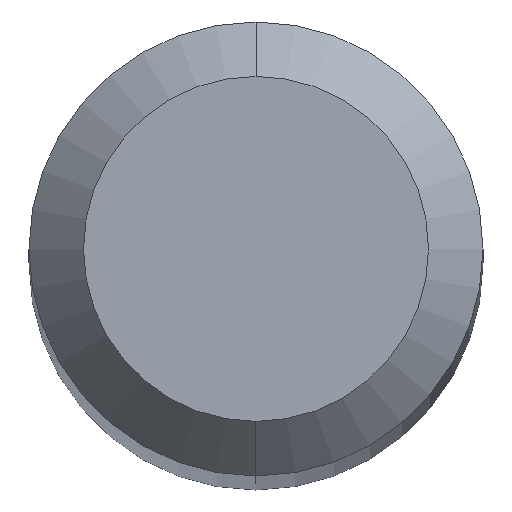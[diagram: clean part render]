
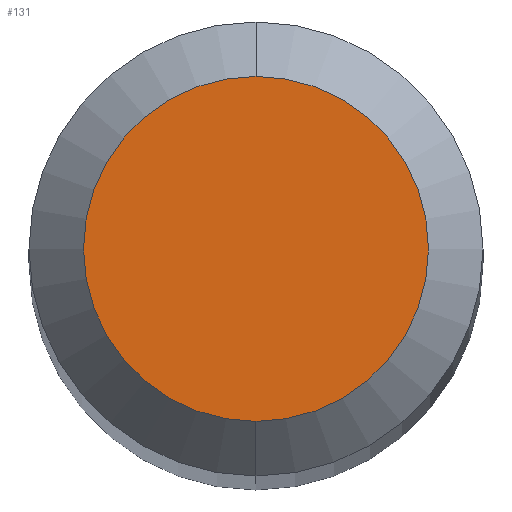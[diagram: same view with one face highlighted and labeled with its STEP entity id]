
A CAD part, top view. The second image highlights one B-rep face of the part: STEP entity #131.
In plain terms, the highlighted planar face has unit normal (0, 0, 1).
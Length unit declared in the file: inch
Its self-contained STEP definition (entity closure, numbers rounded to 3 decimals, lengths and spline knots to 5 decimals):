
#5 = ORIENTED_EDGE ( 'NONE', *, *, #512, .T. ) ;
#24 = FACE_OUTER_BOUND ( 'NONE', #241, .T. ) ;
#98 = CARTESIAN_POINT ( 'NONE',  ( 0., 0.0475, 0. ) ) ;
#131 = ADVANCED_FACE ( 'NONE', ( #24 ), #311, .F. ) ;
#136 = VERTEX_POINT ( 'NONE', #98 ) ;
#144 = DIRECTION ( 'NONE',  ( 0., 0., 1. ) ) ;
#174 = AXIS2_PLACEMENT_3D ( 'NONE', #324, #360, #208 ) ;
#177 = CARTESIAN_POINT ( 'NONE',  ( 0., -0.0475, 0. ) ) ;
#182 = CIRCLE ( 'NONE', #244, 0.0475 ) ;
#208 = DIRECTION ( 'NONE',  ( 0., -1., 0. ) ) ;
#241 = EDGE_LOOP ( 'NONE', ( #5, #491 ) ) ;
#244 = AXIS2_PLACEMENT_3D ( 'NONE', #305, #144, #377 ) ;
#291 = AXIS2_PLACEMENT_3D ( 'NONE', #349, #507, #470 ) ;
#305 = CARTESIAN_POINT ( 'NONE',  ( 0., 0., 0. ) ) ;
#311 = PLANE ( 'NONE',  #291 ) ;
#316 = VERTEX_POINT ( 'NONE', #177 ) ;
#324 = CARTESIAN_POINT ( 'NONE',  ( 0., 0., 0. ) ) ;
#349 = CARTESIAN_POINT ( 'NONE',  ( 0., 0.0475, 0. ) ) ;
#360 = DIRECTION ( 'NONE',  ( 0., 0., 1. ) ) ;
#377 = DIRECTION ( 'NONE',  ( 0., -1., 0. ) ) ;
#442 = CIRCLE ( 'NONE', #174, 0.0475 ) ;
#452 = EDGE_CURVE ( 'NONE', #316, #136, #182, .T. ) ;
#470 = DIRECTION ( 'NONE',  ( 0., 1., 0. ) ) ;
#491 = ORIENTED_EDGE ( 'NONE', *, *, #452, .T. ) ;
#507 = DIRECTION ( 'NONE',  ( 0., 0., -1. ) ) ;
#512 = EDGE_CURVE ( 'NONE', #136, #316, #442, .T. ) ;
